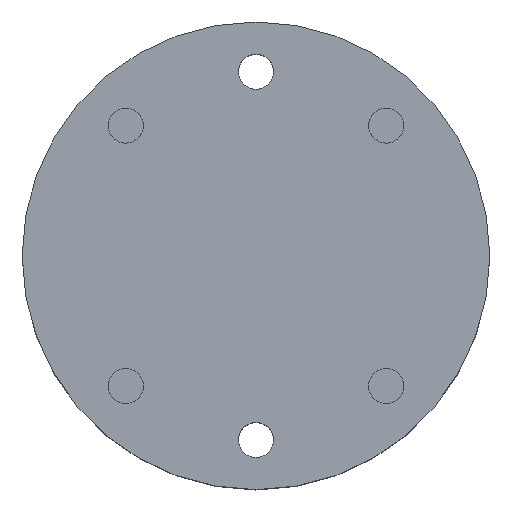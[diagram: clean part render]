
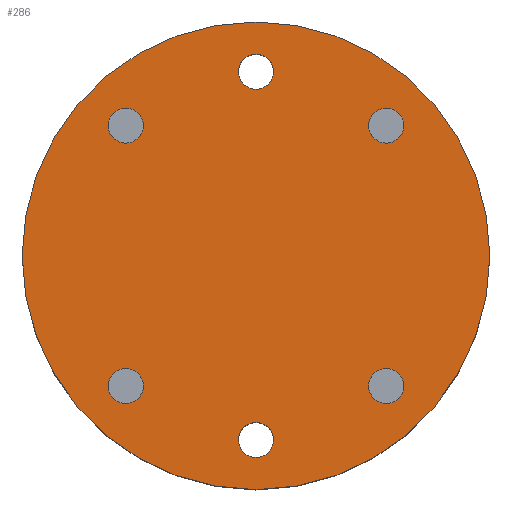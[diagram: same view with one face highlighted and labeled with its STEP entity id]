
A CAD part, top view. The second image highlights one B-rep face of the part: STEP entity #286.
In plain terms, the highlighted planar face has unit normal (0, 0, 1).
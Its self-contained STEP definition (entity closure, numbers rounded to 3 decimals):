
#15=FACE_BOUND('',#78,.T.);
#16=FACE_BOUND('',#79,.T.);
#17=FACE_BOUND('',#80,.T.);
#18=FACE_BOUND('',#81,.T.);
#19=FACE_BOUND('',#82,.T.);
#20=FACE_BOUND('',#83,.T.);
#35=PLANE('',#343);
#56=FACE_OUTER_BOUND('',#77,.T.);
#77=EDGE_LOOP('',(#242));
#78=EDGE_LOOP('',(#243));
#79=EDGE_LOOP('',(#244));
#80=EDGE_LOOP('',(#245));
#81=EDGE_LOOP('',(#246));
#82=EDGE_LOOP('',(#247));
#83=EDGE_LOOP('',(#248));
#125=CIRCLE('',#327,3.);
#126=CIRCLE('',#329,3.);
#128=CIRCLE('',#332,3.);
#129=CIRCLE('',#334,3.);
#130=CIRCLE('',#336,3.);
#131=CIRCLE('',#338,3.);
#133=CIRCLE('',#341,40.);
#147=VERTEX_POINT('',#486);
#148=VERTEX_POINT('',#490);
#150=VERTEX_POINT('',#496);
#151=VERTEX_POINT('',#500);
#152=VERTEX_POINT('',#504);
#153=VERTEX_POINT('',#508);
#155=VERTEX_POINT('',#514);
#173=EDGE_CURVE('',#147,#147,#125,.T.);
#175=EDGE_CURVE('',#148,#148,#126,.T.);
#178=EDGE_CURVE('',#150,#150,#128,.T.);
#180=EDGE_CURVE('',#151,#151,#129,.T.);
#182=EDGE_CURVE('',#152,#152,#130,.T.);
#184=EDGE_CURVE('',#153,#153,#131,.T.);
#187=EDGE_CURVE('',#155,#155,#133,.T.);
#242=ORIENTED_EDGE('',*,*,#187,.T.);
#243=ORIENTED_EDGE('',*,*,#184,.T.);
#244=ORIENTED_EDGE('',*,*,#182,.T.);
#245=ORIENTED_EDGE('',*,*,#180,.T.);
#246=ORIENTED_EDGE('',*,*,#178,.T.);
#247=ORIENTED_EDGE('',*,*,#175,.T.);
#248=ORIENTED_EDGE('',*,*,#173,.T.);
#286=ADVANCED_FACE('',(#56,#15,#16,#17,#18,#19,#20),#35,.T.);
#327=AXIS2_PLACEMENT_3D('',#487,#401,#402);
#329=AXIS2_PLACEMENT_3D('',#491,#406,#407);
#332=AXIS2_PLACEMENT_3D('',#497,#413,#414);
#334=AXIS2_PLACEMENT_3D('',#501,#418,#419);
#336=AXIS2_PLACEMENT_3D('',#505,#423,#424);
#338=AXIS2_PLACEMENT_3D('',#509,#428,#429);
#341=AXIS2_PLACEMENT_3D('',#515,#435,#436);
#343=AXIS2_PLACEMENT_3D('',#519,#440,#441);
#401=DIRECTION('center_axis',(0.,0.,-1.));
#402=DIRECTION('ref_axis',(1.,0.,0.));
#406=DIRECTION('center_axis',(0.,0.,-1.));
#407=DIRECTION('ref_axis',(1.,0.,0.));
#413=DIRECTION('center_axis',(0.,0.,-1.));
#414=DIRECTION('ref_axis',(1.,0.,0.));
#418=DIRECTION('center_axis',(0.,0.,-1.));
#419=DIRECTION('ref_axis',(1.,0.,0.));
#423=DIRECTION('center_axis',(0.,0.,-1.));
#424=DIRECTION('ref_axis',(1.,0.,0.));
#428=DIRECTION('center_axis',(0.,0.,-1.));
#429=DIRECTION('ref_axis',(1.,0.,0.));
#435=DIRECTION('center_axis',(0.,0.,1.));
#436=DIRECTION('ref_axis',(1.,0.,0.));
#440=DIRECTION('center_axis',(0.,0.,1.));
#441=DIRECTION('ref_axis',(1.,0.,0.));
#486=CARTESIAN_POINT('',(-25.274,22.274,35.));
#487=CARTESIAN_POINT('Origin',(-22.274,22.274,35.));
#490=CARTESIAN_POINT('',(-3.,-31.5,35.));
#491=CARTESIAN_POINT('Origin',(0.,-31.5,35.));
#496=CARTESIAN_POINT('',(19.274,22.274,35.));
#497=CARTESIAN_POINT('Origin',(22.274,22.274,35.));
#500=CARTESIAN_POINT('',(19.274,-22.274,35.));
#501=CARTESIAN_POINT('Origin',(22.274,-22.274,35.));
#504=CARTESIAN_POINT('',(-25.274,-22.274,35.));
#505=CARTESIAN_POINT('Origin',(-22.274,-22.274,35.));
#508=CARTESIAN_POINT('',(-3.,31.5,35.));
#509=CARTESIAN_POINT('Origin',(0.,31.5,35.));
#514=CARTESIAN_POINT('',(-40.,0.,35.));
#515=CARTESIAN_POINT('Origin',(0.,0.,35.));
#519=CARTESIAN_POINT('Origin',(0.,0.,35.));
